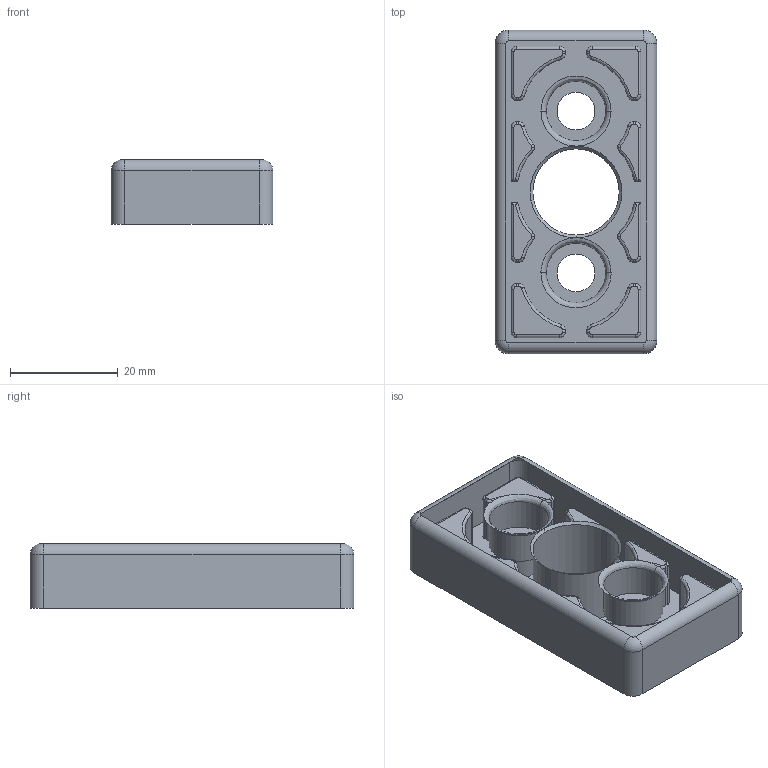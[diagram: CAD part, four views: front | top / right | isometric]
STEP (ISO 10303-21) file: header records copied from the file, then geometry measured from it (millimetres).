
FILE_DESCRIPTION (( 'STEP AP203' ), '1' );
FILE_NAME ('203500302_c_1.STEP', '2022-11-04T14:27:22', ( '' ), ( '' ), 'SwSTEP 2.0', 'SolidWorks 2014', '' );
FILE_SCHEMA (( 'CONFIG_CONTROL_DESIGN' ));
Length unit declared in the file: millimetre
Products named in the file (1): 203500302_c_1
Bounding box: 30 x 60 x 12 mm (x, y, z)
Volume: 14159.8 mm3; surface area: 8354.2 mm2
Topology: 1 solids, 1 shells, 196 faces, 474 edges, 284 vertices
Faces by surface type: cylinder 92, plane 44, torus 40, bspline 16, cone 4
Entity records: 6162 total; most frequent: CARTESIAN_POINT 1477, DIRECTION 1050, ORIENTED_EDGE 932, EDGE_CURVE 466, AXIS2_PLACEMENT_3D 429, VERTEX_POINT 280, CIRCLE 248, EDGE_LOOP 210
